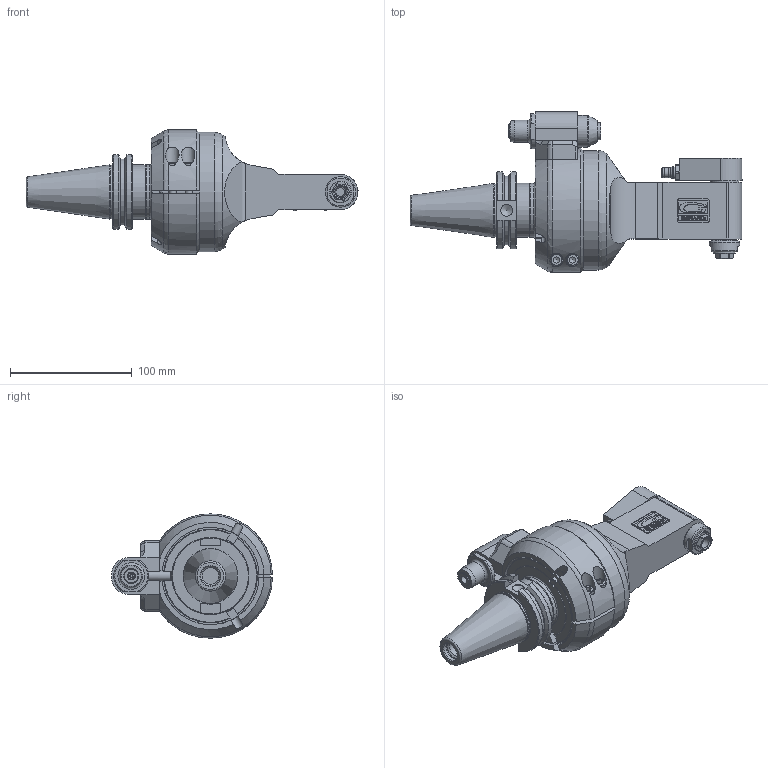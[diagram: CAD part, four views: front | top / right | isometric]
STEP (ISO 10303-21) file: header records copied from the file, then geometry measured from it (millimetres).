
FILE_DESCRIPTION(/* description */ (''),/* implementation_level */ '2;1');
FILE_NAME(/* name */ '9.F90.070C0-1C40.stp',/* time_stamp */ '2024-08-08T15:06:29-04:00',/* author */ ('jkrenzer'),/* organization */ (''),/* preprocessor_version */ 'ST-DEVELOPER v18.1',/* originating_system */ 'Autodesk Inventor 2022',/* authorisation */ '');
FILE_SCHEMA (('AUTOMOTIVE_DESIGN { 1 0 10303 214 3 1 1 }'));
Products named in the file (3): 9.F90.070C0-1C40; F90-7C; 9_GA1_446_2 (Type 1, C40, 65mm)
Assembly tree (2 placements, depth 2):
  9.F90.070C0-1C40
    F90-7C
    9_GA1_446_2 (Type 1, C40, 65mm)
Bounding box: 272.7 x 132.23 x 101.99 mm (x, y, z)
Volume: 834549.7 mm3; surface area: 142238.7 mm2
Topology: 5 solids, 5 shells, 526 faces, 1503 edges, 1049 vertices
Faces by surface type: plane 240, cylinder 145, cone 109, torus 23, bspline 7, sphere 2
Full cylindrical faces by diameter (mm): 2.5 x3, 2.6 x2, 3 x2, 4 x1, 4.2 x2, 5 x2, 6 x4, 6.5 x1, 7 x2, 7.5 x1, 8 x2, 8.06 x1, 8.07 x1, 8.5 x21, 9 x1, 9.525 x1, 9.87 x1, 10 x4, 10.4 x2, 10.8 x1, 11 x1, 11.6 x1, 12 x2, 12.5 x1, 13.376 x1, 14 x1, 16.281 x1, 16.8 x1, 18 x3, 18.6 x1
Entity records: 47485 total; most frequent: CARTESIAN_POINT 33685, ORIENTED_EDGE 2944, DIRECTION 2766, EDGE_CURVE 1472, VERTEX_POINT 1049, AXIS2_PLACEMENT_3D 978, LINE 810, VECTOR 810
